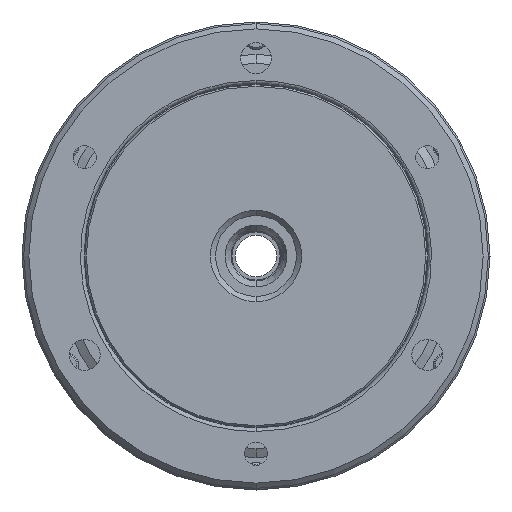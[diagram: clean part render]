
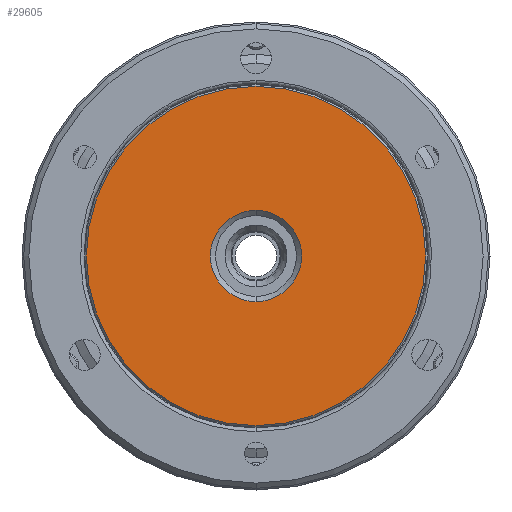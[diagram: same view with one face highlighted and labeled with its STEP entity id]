
A CAD part, front view. The second image highlights one B-rep face of the part: STEP entity #29605.
In plain terms, the highlighted planar face has unit normal (0, -1, 0).
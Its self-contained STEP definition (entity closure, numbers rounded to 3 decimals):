
#581 = ORIENTED_EDGE ( 'NONE', *, *, #59053, .F. ) ;
#3769 = CARTESIAN_POINT ( 'NONE',  ( 0., 12.915, 0. ) ) ;
#4954 = DIRECTION ( 'NONE',  ( 0., -1., 0. ) ) ;
#5127 = CIRCLE ( 'NONE', #42624, 49.293 ) ;
#9137 = CARTESIAN_POINT ( 'NONE',  ( 0., 12.915, 0. ) ) ;
#9568 = DIRECTION ( 'NONE',  ( 0., 0., 1. ) ) ;
#10766 = FACE_BOUND ( 'NONE', #35631, .T. ) ;
#11858 = VERTEX_POINT ( 'NONE', #73653 ) ;
#15070 = DIRECTION ( 'NONE',  ( 0., 0., 1. ) ) ;
#21048 = DIRECTION ( 'NONE',  ( 0., -1., 0. ) ) ;
#21122 = VERTEX_POINT ( 'NONE', #32278 ) ;
#21465 = EDGE_CURVE ( 'NONE', #11858, #21122, #40527, .T. ) ;
#26351 = FACE_OUTER_BOUND ( 'NONE', #49240, .T. ) ;
#26377 = DIRECTION ( 'NONE',  ( 0., 1., 0. ) ) ;
#26635 = CARTESIAN_POINT ( 'NONE',  ( 0., 12.915, 0. ) ) ;
#29605 = ADVANCED_FACE ( 'NONE', ( #10766, #26351 ), #61857, .F. ) ;
#31008 = AXIS2_PLACEMENT_3D ( 'NONE', #56258, #21048, #62139 ) ;
#31726 = ORIENTED_EDGE ( 'NONE', *, *, #33736, .F. ) ;
#32278 = CARTESIAN_POINT ( 'NONE',  ( 0., 12.915, 13.25 ) ) ;
#32585 = DIRECTION ( 'NONE',  ( 0., 0., 1. ) ) ;
#33336 = CIRCLE ( 'NONE', #40461, 49.293 ) ;
#33736 = EDGE_CURVE ( 'NONE', #21122, #11858, #40969, .T. ) ;
#35631 = EDGE_LOOP ( 'NONE', ( #55768, #31726 ) ) ;
#40031 = CARTESIAN_POINT ( 'NONE',  ( 0., 12.915, 0. ) ) ;
#40461 = AXIS2_PLACEMENT_3D ( 'NONE', #3769, #44706, #9568 ) ;
#40527 = CIRCLE ( 'NONE', #60747, 13.25 ) ;
#40969 = CIRCLE ( 'NONE', #31008, 13.25 ) ;
#42503 = ORIENTED_EDGE ( 'NONE', *, *, #74582, .F. ) ;
#42612 = VERTEX_POINT ( 'NONE', #65016 ) ;
#42624 = AXIS2_PLACEMENT_3D ( 'NONE', #9137, #50224, #15070 ) ;
#44706 = DIRECTION ( 'NONE',  ( 0., 1., 0. ) ) ;
#45923 = DIRECTION ( 'NONE',  ( 0., 0., -1. ) ) ;
#49240 = EDGE_LOOP ( 'NONE', ( #42503, #581 ) ) ;
#50224 = DIRECTION ( 'NONE',  ( 0., 1., 0. ) ) ;
#54089 = CARTESIAN_POINT ( 'NONE',  ( 0., 12.915, -49.293 ) ) ;
#55768 = ORIENTED_EDGE ( 'NONE', *, *, #21465, .F. ) ;
#56258 = CARTESIAN_POINT ( 'NONE',  ( 0., 12.915, 0. ) ) ;
#59053 = EDGE_CURVE ( 'NONE', #74410, #42612, #5127, .T. ) ;
#60747 = AXIS2_PLACEMENT_3D ( 'NONE', #40031, #4954, #45923 ) ;
#61857 = PLANE ( 'NONE',  #69590 ) ;
#62139 = DIRECTION ( 'NONE',  ( 0., 0., -1. ) ) ;
#65016 = CARTESIAN_POINT ( 'NONE',  ( 0., 12.915, 49.293 ) ) ;
#69590 = AXIS2_PLACEMENT_3D ( 'NONE', #26635, #26377, #32585 ) ;
#73653 = CARTESIAN_POINT ( 'NONE',  ( 0., 12.915, -13.25 ) ) ;
#74410 = VERTEX_POINT ( 'NONE', #54089 ) ;
#74582 = EDGE_CURVE ( 'NONE', #42612, #74410, #33336, .T. ) ;
